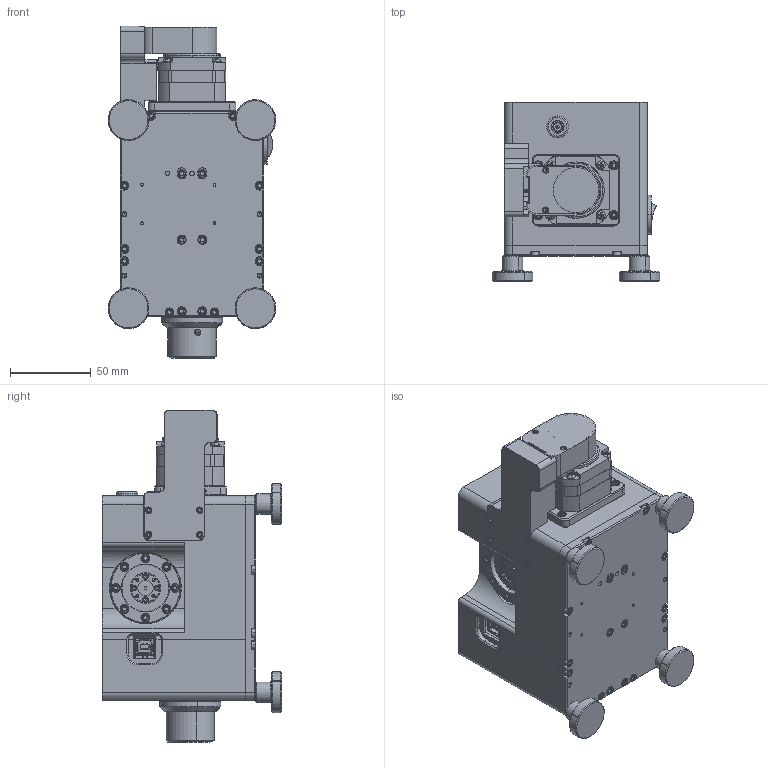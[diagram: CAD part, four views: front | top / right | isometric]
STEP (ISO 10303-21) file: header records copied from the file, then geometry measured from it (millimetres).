
FILE_DESCRIPTION (( 'STEP AP203' ), '1' );
FILE_NAME ('DMTA-06-111-S1.STEP', '2025-02-19T19:33:05', ( '' ), ( '' ), 'SwSTEP 2.0', 'SolidWorks 2021', '' );
FILE_SCHEMA (( 'CONFIG_CONTROL_DESIGN' ));
Products named in the file (1): DMTA-06-111-S1
Bounding box: 104.08 x 111.12 x 206.1 mm (x, y, z)
Volume: 475091.8 mm3; surface area: 200119.2 mm2
Topology: 71 solids, 90 shells, 3367 faces, 7946 edges, 4830 vertices
Faces by surface type: plane 1440, cylinder 1003, cone 819, torus 70, bspline 29, sphere 6
Entity records: 101174 total; most frequent: CARTESIAN_POINT 23283, DIRECTION 16729, ORIENTED_EDGE 15642, EDGE_CURVE 7821, AXIS2_PLACEMENT_3D 6240, VERTEX_POINT 4828, LINE 4249, VECTOR 4249
